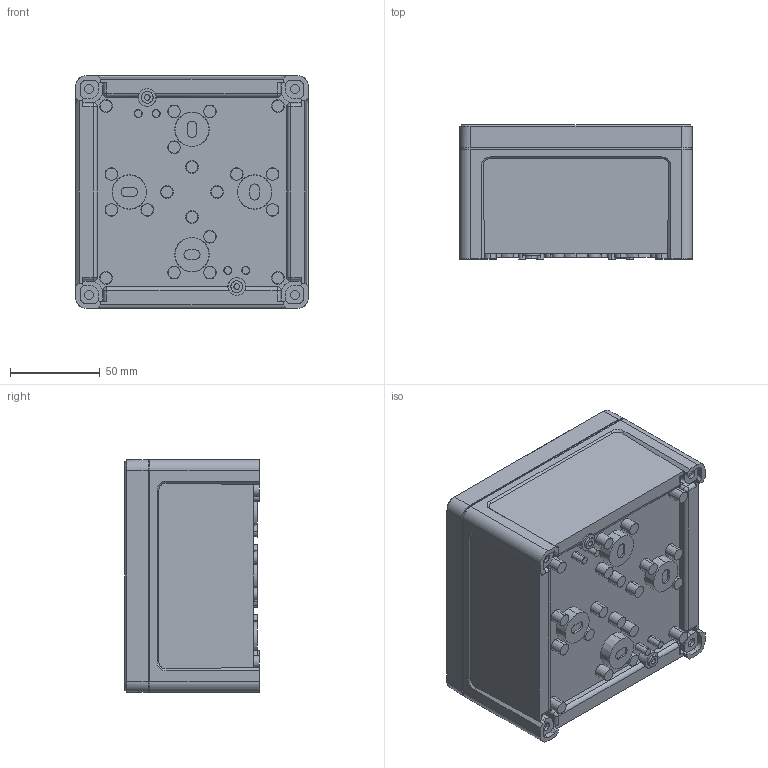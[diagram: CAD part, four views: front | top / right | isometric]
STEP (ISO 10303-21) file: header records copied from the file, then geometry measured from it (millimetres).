
FILE_DESCRIPTION (( 'STEP AP214' ), '1' );
FILE_NAME ('5814041_FIBOX_TEMPO_TA_131308.STEP', '2023-02-23T12:14:00', ( '' ), ( '' ), 'SwSTEP 2.0', 'SolidWorks 2021', '' );
FILE_SCHEMA (( 'AUTOMOTIVE_DESIGN' ));
Length unit declared in the file: millimetre
Products named in the file (4): FIBOX TEMPO 1313 Cover; 5814041_FIBOX_TEMPO_TA_131308; FIBOX_TEMPO_1313B; FIBOX_MNXSS14551H
Assembly tree (6 placements, depth 2):
  5814041_FIBOX_TEMPO_TA_131308
    FIBOX_TEMPO_1313B
    FIBOX TEMPO 1313 Cover
    FIBOX_MNXSS14551H  x4
Bounding box: 130 x 75 x 130 mm (x, y, z)
Volume: 207597.5 mm3; surface area: 162568 mm2
Topology: 6 solids, 6 shells, 723 faces, 1743 edges, 1122 vertices
Faces by surface type: plane 364, cone 165, cylinder 162, bspline 20, torus 12
Entity records: 19413 total; most frequent: CARTESIAN_POINT 4261, DIRECTION 3205, ORIENTED_EDGE 3062, EDGE_CURVE 1531, AXIS2_PLACEMENT_3D 1182, VERTEX_POINT 990, VECTOR 841, LINE 841
